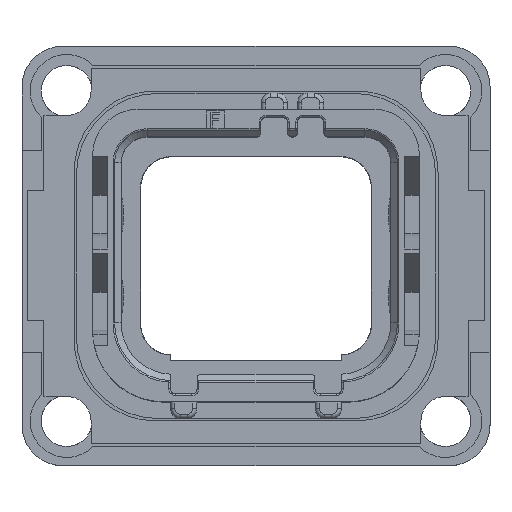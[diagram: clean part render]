
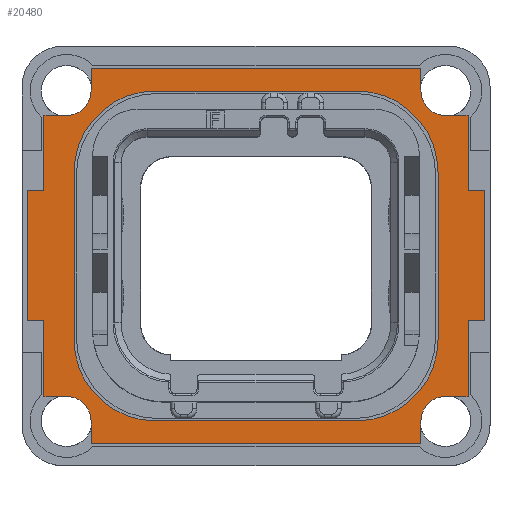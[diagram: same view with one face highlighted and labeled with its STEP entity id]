
A CAD part, top view. The second image highlights one B-rep face of the part: STEP entity #20480.
In plain terms, the highlighted planar face has unit normal (0, 0, 1).
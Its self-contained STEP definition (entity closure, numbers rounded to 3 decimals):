
#839=DIRECTION('',(0.,-1.,0.));
#840=VECTOR('',#839,4.65);
#841=CARTESIAN_POINT('',(-13.05,-4.,2.31));
#842=LINE('',#841,#840);
#843=DIRECTION('',(1.,0.,0.));
#844=VECTOR('',#843,1.);
#845=CARTESIAN_POINT('',(-14.05,-4.,2.31));
#846=LINE('',#845,#844);
#847=DIRECTION('',(0.,-1.,0.));
#848=VECTOR('',#847,8.);
#849=CARTESIAN_POINT('',(-14.05,4.,2.31));
#850=LINE('',#849,#848);
#851=DIRECTION('',(-1.,0.,0.));
#852=VECTOR('',#851,1.);
#853=CARTESIAN_POINT('',(-13.05,4.,2.31));
#854=LINE('',#853,#852);
#855=DIRECTION('',(0.,-1.,0.));
#856=VECTOR('',#855,4.65);
#857=CARTESIAN_POINT('',(-13.05,8.65,2.31));
#858=LINE('',#857,#856);
#859=DIRECTION('',(1.,0.,0.));
#860=VECTOR('',#859,1.4);
#861=CARTESIAN_POINT('',(-13.05,8.65,2.31));
#862=LINE('',#861,#860);
#863=CARTESIAN_POINT('',(-11.65,10.15,2.31));
#864=DIRECTION('',(0.,0.,1.));
#865=DIRECTION('',(0.,-1.,0.));
#866=AXIS2_PLACEMENT_3D('',#863,#864,#865);
#868=DIRECTION('',(0.,-1.,0.));
#869=VECTOR('',#868,1.4);
#870=CARTESIAN_POINT('',(-10.15,11.55,2.31));
#871=LINE('',#870,#869);
#872=DIRECTION('',(-1.,0.,0.));
#873=VECTOR('',#872,20.3);
#874=CARTESIAN_POINT('',(10.15,11.55,2.31));
#875=LINE('',#874,#873);
#876=DIRECTION('',(0.,-1.,0.));
#877=VECTOR('',#876,1.4);
#878=CARTESIAN_POINT('',(10.15,11.55,2.31));
#879=LINE('',#878,#877);
#880=CARTESIAN_POINT('',(11.65,10.15,2.31));
#881=DIRECTION('',(0.,0.,1.));
#882=DIRECTION('',(-1.,0.,0.));
#883=AXIS2_PLACEMENT_3D('',#880,#881,#882);
#885=DIRECTION('',(-1.,0.,0.));
#886=VECTOR('',#885,1.4);
#887=CARTESIAN_POINT('',(13.05,8.65,2.31));
#888=LINE('',#887,#886);
#889=DIRECTION('',(0.,1.,0.));
#890=VECTOR('',#889,4.65);
#891=CARTESIAN_POINT('',(13.05,4.,2.31));
#892=LINE('',#891,#890);
#893=DIRECTION('',(-1.,0.,0.));
#894=VECTOR('',#893,1.);
#895=CARTESIAN_POINT('',(14.05,4.,2.31));
#896=LINE('',#895,#894);
#897=DIRECTION('',(0.,1.,0.));
#898=VECTOR('',#897,8.);
#899=CARTESIAN_POINT('',(14.05,-4.,2.31));
#900=LINE('',#899,#898);
#901=DIRECTION('',(1.,0.,0.));
#902=VECTOR('',#901,1.);
#903=CARTESIAN_POINT('',(13.05,-4.,2.31));
#904=LINE('',#903,#902);
#905=DIRECTION('',(0.,1.,0.));
#906=VECTOR('',#905,4.65);
#907=CARTESIAN_POINT('',(13.05,-8.65,2.31));
#908=LINE('',#907,#906);
#909=DIRECTION('',(-1.,0.,0.));
#910=VECTOR('',#909,1.4);
#911=CARTESIAN_POINT('',(13.05,-8.65,2.31));
#912=LINE('',#911,#910);
#913=CARTESIAN_POINT('',(11.65,-10.15,2.31));
#914=DIRECTION('',(0.,0.,1.));
#915=DIRECTION('',(0.,1.,0.));
#916=AXIS2_PLACEMENT_3D('',#913,#914,#915);
#918=DIRECTION('',(0.,1.,0.));
#919=VECTOR('',#918,1.4);
#920=CARTESIAN_POINT('',(10.15,-11.55,2.31));
#921=LINE('',#920,#919);
#922=DIRECTION('',(1.,0.,0.));
#923=VECTOR('',#922,20.3);
#924=CARTESIAN_POINT('',(-10.15,-11.55,2.31));
#925=LINE('',#924,#923);
#926=DIRECTION('',(0.,1.,0.));
#927=VECTOR('',#926,1.4);
#928=CARTESIAN_POINT('',(-10.15,-11.55,2.31));
#929=LINE('',#928,#927);
#930=CARTESIAN_POINT('',(-11.65,-10.15,2.31));
#931=DIRECTION('',(0.,0.,1.));
#932=DIRECTION('',(1.,0.,0.));
#933=AXIS2_PLACEMENT_3D('',#930,#931,#932);
#935=DIRECTION('',(1.,0.,0.));
#936=VECTOR('',#935,1.4);
#937=CARTESIAN_POINT('',(-13.05,-8.65,2.31));
#938=LINE('',#937,#936);
#939=DIRECTION('',(0.,-1.,0.));
#940=VECTOR('',#939,10.3);
#941=CARTESIAN_POINT('',(11.2,5.15,2.31));
#942=LINE('',#941,#940);
#943=DIRECTION('',(1.,0.,0.));
#944=VECTOR('',#943,12.4);
#945=CARTESIAN_POINT('',(-6.2,10.15,2.31));
#946=LINE('',#945,#944);
#947=DIRECTION('',(0.,1.,0.));
#948=VECTOR('',#947,10.3);
#949=CARTESIAN_POINT('',(-11.2,-5.15,2.31));
#950=LINE('',#949,#948);
#951=DIRECTION('',(-1.,0.,0.));
#952=VECTOR('',#951,12.4);
#953=CARTESIAN_POINT('',(6.2,-10.15,2.31));
#954=LINE('',#953,#952);
#1059=CARTESIAN_POINT('',(-6.2,-5.15,2.31));
#1060=DIRECTION('',(0.,0.,-1.));
#1061=DIRECTION('',(0.,-1.,0.));
#1062=AXIS2_PLACEMENT_3D('',#1059,#1060,#1061);
#1072=CARTESIAN_POINT('',(6.2,-5.15,2.31));
#1073=DIRECTION('',(0.,0.,-1.));
#1074=DIRECTION('',(1.,0.,0.));
#1075=AXIS2_PLACEMENT_3D('',#1072,#1073,#1074);
#1077=CARTESIAN_POINT('',(-6.2,5.15,2.31));
#1078=DIRECTION('',(0.,0.,-1.));
#1079=DIRECTION('',(-1.,0.,0.));
#1080=AXIS2_PLACEMENT_3D('',#1077,#1078,#1079);
#1090=CARTESIAN_POINT('',(6.2,5.15,2.31));
#1091=DIRECTION('',(0.,0.,-1.));
#1092=DIRECTION('',(0.,1.,0.));
#1093=AXIS2_PLACEMENT_3D('',#1090,#1091,#1092);
#19076=CARTESIAN_POINT('',(-11.2,-5.15,2.31));
#19077=CARTESIAN_POINT('',(-11.2,5.15,2.31));
#19078=VERTEX_POINT('',#19076);
#19079=VERTEX_POINT('',#19077);
#19080=CARTESIAN_POINT('',(-6.2,10.15,2.31));
#19081=CARTESIAN_POINT('',(6.2,10.15,2.31));
#19082=VERTEX_POINT('',#19080);
#19083=VERTEX_POINT('',#19081);
#19084=CARTESIAN_POINT('',(11.2,5.15,2.31));
#19085=CARTESIAN_POINT('',(11.2,-5.15,2.31));
#19086=VERTEX_POINT('',#19084);
#19087=VERTEX_POINT('',#19085);
#19088=CARTESIAN_POINT('',(6.2,-10.15,2.31));
#19089=CARTESIAN_POINT('',(-6.2,-10.15,2.31));
#19090=VERTEX_POINT('',#19088);
#19091=VERTEX_POINT('',#19089);
#19108=CARTESIAN_POINT('',(10.15,10.15,2.31));
#19109=CARTESIAN_POINT('',(11.65,8.65,2.31));
#19110=VERTEX_POINT('',#19108);
#19111=VERTEX_POINT('',#19109);
#19112=CARTESIAN_POINT('',(13.05,8.65,2.31));
#19113=VERTEX_POINT('',#19112);
#19114=CARTESIAN_POINT('',(10.15,11.55,2.31));
#19115=VERTEX_POINT('',#19114);
#19116=CARTESIAN_POINT('',(11.65,-8.65,2.31));
#19117=CARTESIAN_POINT('',(10.15,-10.15,2.31));
#19118=VERTEX_POINT('',#19116);
#19119=VERTEX_POINT('',#19117);
#19120=CARTESIAN_POINT('',(10.15,-11.55,2.31));
#19121=VERTEX_POINT('',#19120);
#19122=CARTESIAN_POINT('',(13.05,-8.65,2.31));
#19123=VERTEX_POINT('',#19122);
#19124=CARTESIAN_POINT('',(-10.15,-10.15,2.31));
#19125=CARTESIAN_POINT('',(-11.65,-8.65,2.31));
#19126=VERTEX_POINT('',#19124);
#19127=VERTEX_POINT('',#19125);
#19128=CARTESIAN_POINT('',(-13.05,-8.65,2.31));
#19129=VERTEX_POINT('',#19128);
#19130=CARTESIAN_POINT('',(-10.15,-11.55,2.31));
#19131=VERTEX_POINT('',#19130);
#19132=CARTESIAN_POINT('',(-10.15,11.55,2.31));
#19133=CARTESIAN_POINT('',(-10.15,10.15,2.31));
#19134=VERTEX_POINT('',#19132);
#19135=VERTEX_POINT('',#19133);
#19136=CARTESIAN_POINT('',(-13.05,8.65,2.31));
#19137=CARTESIAN_POINT('',(-11.65,8.65,2.31));
#19138=VERTEX_POINT('',#19136);
#19139=VERTEX_POINT('',#19137);
#19140=CARTESIAN_POINT('',(14.05,-4.,2.31));
#19141=CARTESIAN_POINT('',(14.05,4.,2.31));
#19142=VERTEX_POINT('',#19140);
#19143=VERTEX_POINT('',#19141);
#19144=CARTESIAN_POINT('',(-14.05,4.,2.31));
#19145=CARTESIAN_POINT('',(-14.05,-4.,2.31));
#19146=VERTEX_POINT('',#19144);
#19147=VERTEX_POINT('',#19145);
#19148=CARTESIAN_POINT('',(13.05,-4.,2.31));
#19149=VERTEX_POINT('',#19148);
#19150=CARTESIAN_POINT('',(13.05,4.,2.31));
#19151=VERTEX_POINT('',#19150);
#19152=CARTESIAN_POINT('',(-13.05,4.,2.31));
#19153=VERTEX_POINT('',#19152);
#19154=CARTESIAN_POINT('',(-13.05,-4.,2.31));
#19155=VERTEX_POINT('',#19154);
#20427=CARTESIAN_POINT('',(0.,0.,2.31));
#20428=DIRECTION('',(0.,0.,1.));
#20429=DIRECTION('',(1.,0.,0.));
#20430=AXIS2_PLACEMENT_3D('',#20427,#20428,#20429);
#20431=PLANE('',#20430);
#20432=ORIENTED_EDGE('',*,*,#20051,.F.);
#20433=ORIENTED_EDGE('',*,*,#20065,.F.);
#20434=ORIENTED_EDGE('',*,*,#20079,.F.);
#20435=ORIENTED_EDGE('',*,*,#20093,.F.);
#20436=ORIENTED_EDGE('',*,*,#20107,.F.);
#20437=ORIENTED_EDGE('',*,*,#20123,.T.);
#20439=ORIENTED_EDGE('',*,*,#20438,.T.);
#20440=ORIENTED_EDGE('',*,*,#20182,.F.);
#20441=ORIENTED_EDGE('',*,*,#20198,.F.);
#20442=ORIENTED_EDGE('',*,*,#20214,.T.);
#20444=ORIENTED_EDGE('',*,*,#20443,.T.);
#20445=ORIENTED_EDGE('',*,*,#20273,.F.);
#20446=ORIENTED_EDGE('',*,*,#20289,.F.);
#20447=ORIENTED_EDGE('',*,*,#20303,.F.);
#20448=ORIENTED_EDGE('',*,*,#20317,.F.);
#20449=ORIENTED_EDGE('',*,*,#20331,.F.);
#20450=ORIENTED_EDGE('',*,*,#20345,.F.);
#20451=ORIENTED_EDGE('',*,*,#20361,.T.);
#20453=ORIENTED_EDGE('',*,*,#20452,.T.);
#20454=ORIENTED_EDGE('',*,*,#20419,.F.);
#20455=ORIENTED_EDGE('',*,*,#19959,.F.);
#20456=ORIENTED_EDGE('',*,*,#19976,.T.);
#20458=ORIENTED_EDGE('',*,*,#20457,.T.);
#20459=ORIENTED_EDGE('',*,*,#20035,.F.);
#20460=EDGE_LOOP('',(#20432,#20433,#20434,#20435,#20436,#20437,#20439,#20440,
#20441,#20442,#20444,#20445,#20446,#20447,#20448,#20449,#20450,#20451,#20453,
#20454,#20455,#20456,#20458,#20459));
#20461=FACE_OUTER_BOUND('',#20460,.F.);
#20463=ORIENTED_EDGE('',*,*,#20462,.F.);
#20465=ORIENTED_EDGE('',*,*,#20464,.F.);
#20467=ORIENTED_EDGE('',*,*,#20466,.F.);
#20469=ORIENTED_EDGE('',*,*,#20468,.F.);
#20471=ORIENTED_EDGE('',*,*,#20470,.F.);
#20473=ORIENTED_EDGE('',*,*,#20472,.F.);
#20475=ORIENTED_EDGE('',*,*,#20474,.F.);
#20477=ORIENTED_EDGE('',*,*,#20476,.F.);
#20478=EDGE_LOOP('',(#20463,#20465,#20467,#20469,#20471,#20473,#20475,#20477));
#20479=FACE_BOUND('',#20478,.F.);
#20480=ADVANCED_FACE('',(#20461,#20479),#20431,.T.);
#867=CIRCLE('',#866,1.5);
#884=CIRCLE('',#883,1.5);
#917=CIRCLE('',#916,1.5);
#934=CIRCLE('',#933,1.5);
#1063=CIRCLE('',#1062,5.);
#1076=CIRCLE('',#1075,5.);
#1081=CIRCLE('',#1080,5.);
#1094=CIRCLE('',#1093,5.);
#19959=EDGE_CURVE('',#19131,#19121,#925,.T.);
#19976=EDGE_CURVE('',#19131,#19126,#929,.T.);
#20035=EDGE_CURVE('',#19129,#19127,#938,.T.);
#20051=EDGE_CURVE('',#19155,#19129,#842,.T.);
#20065=EDGE_CURVE('',#19147,#19155,#846,.T.);
#20079=EDGE_CURVE('',#19146,#19147,#850,.T.);
#20093=EDGE_CURVE('',#19153,#19146,#854,.T.);
#20107=EDGE_CURVE('',#19138,#19153,#858,.T.);
#20123=EDGE_CURVE('',#19138,#19139,#862,.T.);
#20182=EDGE_CURVE('',#19134,#19135,#871,.T.);
#20198=EDGE_CURVE('',#19115,#19134,#875,.T.);
#20214=EDGE_CURVE('',#19115,#19110,#879,.T.);
#20273=EDGE_CURVE('',#19113,#19111,#888,.T.);
#20289=EDGE_CURVE('',#19151,#19113,#892,.T.);
#20303=EDGE_CURVE('',#19143,#19151,#896,.T.);
#20317=EDGE_CURVE('',#19142,#19143,#900,.T.);
#20331=EDGE_CURVE('',#19149,#19142,#904,.T.);
#20345=EDGE_CURVE('',#19123,#19149,#908,.T.);
#20361=EDGE_CURVE('',#19123,#19118,#912,.T.);
#20419=EDGE_CURVE('',#19121,#19119,#921,.T.);
#20438=EDGE_CURVE('',#19139,#19135,#867,.T.);
#20443=EDGE_CURVE('',#19110,#19111,#884,.T.);
#20452=EDGE_CURVE('',#19118,#19119,#917,.T.);
#20457=EDGE_CURVE('',#19126,#19127,#934,.T.);
#20462=EDGE_CURVE('',#19086,#19087,#942,.T.);
#20464=EDGE_CURVE('',#19083,#19086,#1094,.T.);
#20466=EDGE_CURVE('',#19082,#19083,#946,.T.);
#20468=EDGE_CURVE('',#19079,#19082,#1081,.T.);
#20470=EDGE_CURVE('',#19078,#19079,#950,.T.);
#20472=EDGE_CURVE('',#19091,#19078,#1063,.T.);
#20474=EDGE_CURVE('',#19090,#19091,#954,.T.);
#20476=EDGE_CURVE('',#19087,#19090,#1076,.T.);
